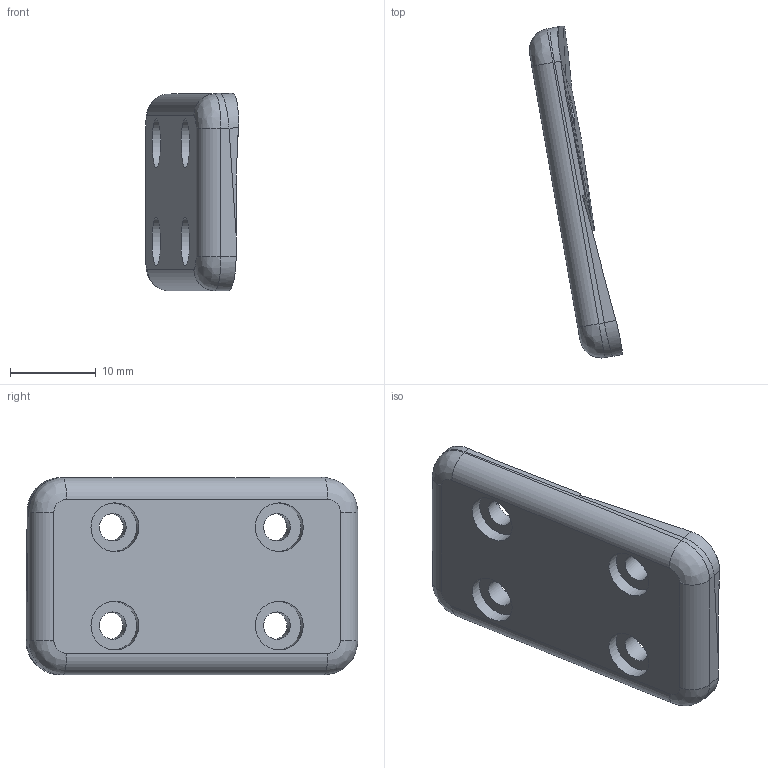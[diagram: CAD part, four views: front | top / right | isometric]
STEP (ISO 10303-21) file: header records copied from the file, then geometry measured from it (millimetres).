
FILE_DESCRIPTION(/* description */ (''),/* implementation_level */ '2;1');
FILE_NAME(/* name */ 'Temporal Right v1.step',/* time_stamp */ '2021-04-16T20:04:42+01:00',/* author */ (''),/* organization */ (''),/* preprocessor_version */ 'ST-DEVELOPER v18.1',/* originating_system */ 'Autodesk Translation Framework v10.6.0.1341',/* authorisation */ '');
FILE_SCHEMA (('AUTOMOTIVE_DESIGN { 1 0 10303 214 3 1 1 }'));
Length unit declared in the file: millimetre
Products named in the file (2): Temporal Right; Temporal Right_1
Assembly tree (1 placements, depth 2):
  Temporal Right
    Temporal Right_1
Bounding box: 10.92 x 38.81 x 23.09 mm (x, y, z)
Volume: 2999.7 mm3; surface area: 2256.3 mm2
Topology: 1 solids, 1 shells, 63 faces, 156 edges, 97 vertices
Faces by surface type: plane 38, cylinder 16, bspline 9
Full cylindrical faces by diameter (mm): 3.2 x4, 5.7 x4
Entity records: 1976 total; most frequent: CARTESIAN_POINT 392, DIRECTION 331, ORIENTED_EDGE 312, EDGE_CURVE 156, AXIS2_PLACEMENT_3D 118, VERTEX_POINT 97, LINE 95, VECTOR 95
